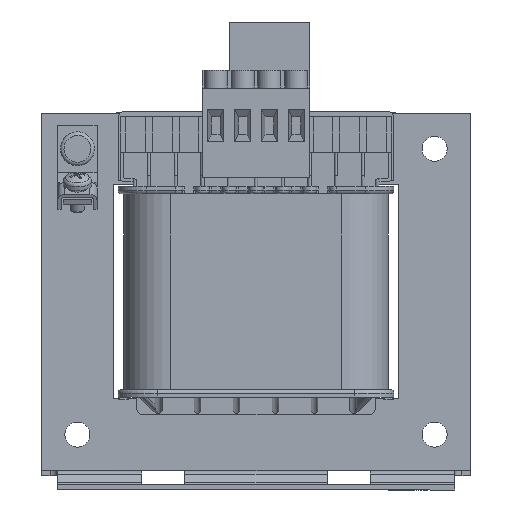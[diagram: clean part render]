
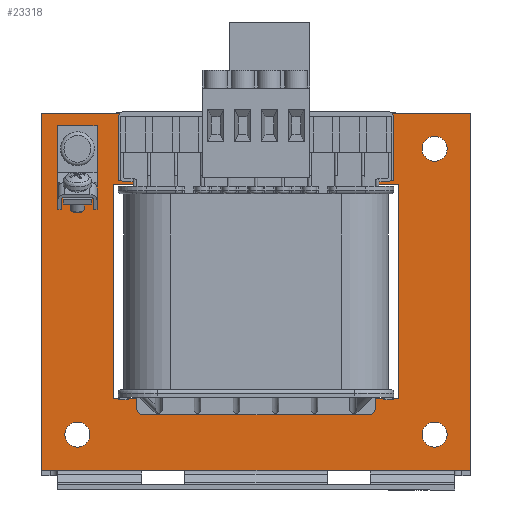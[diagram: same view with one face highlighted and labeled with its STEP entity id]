
A CAD part, front view. The second image highlights one B-rep face of the part: STEP entity #23318.
In plain terms, the highlighted planar face has unit normal (0, -1, 0).
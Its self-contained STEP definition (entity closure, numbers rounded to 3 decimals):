
#1626=FACE_BOUND('',#4103,.T.);
#1627=FACE_BOUND('',#4104,.T.);
#1628=FACE_BOUND('',#4105,.T.);
#1629=FACE_BOUND('',#4106,.T.);
#1630=FACE_BOUND('',#4107,.T.);
#1803=CIRCLE('',#24600,3.5);
#1804=CIRCLE('',#24601,3.5);
#1806=CIRCLE('',#24604,3.5);
#1807=CIRCLE('',#24605,3.5);
#1809=CIRCLE('',#24608,3.5);
#1810=CIRCLE('',#24609,3.5);
#2887=FACE_OUTER_BOUND('',#4102,.T.);
#4102=EDGE_LOOP('',(#17793,#17794,#17795,#17796));
#4103=EDGE_LOOP('',(#17797,#17798,#17799,#17800,#17801,#17802,#17803,#17804,
#17805,#17806,#17807,#17808,#17809,#17810,#17811,#17812));
#4104=EDGE_LOOP('',(#17813,#17814));
#4105=EDGE_LOOP('',(#17815,#17816));
#4106=EDGE_LOOP('',(#17817,#17818));
#4107=EDGE_LOOP('',(#17819,#17820,#17821,#17822));
#5692=LINE('',#34999,#8175);
#5697=LINE('',#35010,#8180);
#5702=LINE('',#35022,#8185);
#5703=LINE('',#35031,#8186);
#5773=LINE('',#35552,#8256);
#5780=LINE('',#35562,#8263);
#5783=LINE('',#35568,#8266);
#5787=LINE('',#35577,#8270);
#5793=LINE('',#35588,#8276);
#5797=LINE('',#35597,#8280);
#5804=LINE('',#35611,#8287);
#5812=LINE('',#35628,#8295);
#5816=LINE('',#35633,#8299);
#5822=LINE('',#35664,#8305);
#5823=LINE('',#35667,#8306);
#5824=LINE('',#35669,#8307);
#5825=LINE('',#35671,#8308);
#5826=LINE('',#35673,#8309);
#5827=LINE('',#35675,#8310);
#5828=LINE('',#35677,#8311);
#5829=LINE('',#35679,#8312);
#5830=LINE('',#35680,#8313);
#5831=LINE('',#35682,#8314);
#5832=LINE('',#35683,#8315);
#8175=VECTOR('',#27362,1.);
#8180=VECTOR('',#27369,1.);
#8185=VECTOR('',#27382,1.);
#8186=VECTOR('',#27393,1.);
#8256=VECTOR('',#27689,10.);
#8263=VECTOR('',#27698,10.);
#8266=VECTOR('',#27703,10.);
#8270=VECTOR('',#27709,10.);
#8276=VECTOR('',#27717,10.);
#8280=VECTOR('',#27723,10.);
#8287=VECTOR('',#27734,10.);
#8295=VECTOR('',#27746,10.);
#8299=VECTOR('',#27752,10.);
#8305=VECTOR('',#27788,10.);
#8306=VECTOR('',#27791,10.);
#8307=VECTOR('',#27792,10.);
#8308=VECTOR('',#27793,10.);
#8309=VECTOR('',#27794,10.);
#8310=VECTOR('',#27795,10.);
#8311=VECTOR('',#27796,10.);
#8312=VECTOR('',#27797,10.);
#8313=VECTOR('',#27798,10.);
#8314=VECTOR('',#27799,10.);
#8315=VECTOR('',#27800,10.);
#10574=VERTEX_POINT('',#34996);
#10575=VERTEX_POINT('',#34998);
#10579=VERTEX_POINT('',#35007);
#10580=VERTEX_POINT('',#35009);
#10688=VERTEX_POINT('',#35549);
#10689=VERTEX_POINT('',#35551);
#10691=VERTEX_POINT('',#35561);
#10693=VERTEX_POINT('',#35567);
#10696=VERTEX_POINT('',#35574);
#10697=VERTEX_POINT('',#35576);
#10701=VERTEX_POINT('',#35586);
#10705=VERTEX_POINT('',#35595);
#10709=VERTEX_POINT('',#35608);
#10710=VERTEX_POINT('',#35610);
#10716=VERTEX_POINT('',#35625);
#10717=VERTEX_POINT('',#35627);
#10719=VERTEX_POINT('',#35639);
#10720=VERTEX_POINT('',#35640);
#10722=VERTEX_POINT('',#35647);
#10723=VERTEX_POINT('',#35648);
#10725=VERTEX_POINT('',#35655);
#10726=VERTEX_POINT('',#35656);
#10728=VERTEX_POINT('',#35666);
#10729=VERTEX_POINT('',#35668);
#10730=VERTEX_POINT('',#35670);
#10731=VERTEX_POINT('',#35672);
#10732=VERTEX_POINT('',#35674);
#10733=VERTEX_POINT('',#35676);
#10734=VERTEX_POINT('',#35678);
#10735=VERTEX_POINT('',#35681);
#13080=EDGE_CURVE('',#10575,#10574,#5692,.T.);
#13085=EDGE_CURVE('',#10580,#10579,#5697,.T.);
#13092=EDGE_CURVE('',#10575,#10579,#5702,.T.);
#13096=EDGE_CURVE('',#10574,#10580,#5703,.T.);
#13247=EDGE_CURVE('',#10688,#10689,#5773,.T.);
#13254=EDGE_CURVE('',#10689,#10691,#5780,.T.);
#13257=EDGE_CURVE('',#10691,#10693,#5783,.T.);
#13261=EDGE_CURVE('',#10697,#10696,#5787,.T.);
#13267=EDGE_CURVE('',#10696,#10701,#5793,.T.);
#13271=EDGE_CURVE('',#10701,#10705,#5797,.T.);
#13278=EDGE_CURVE('',#10710,#10709,#5804,.T.);
#13286=EDGE_CURVE('',#10717,#10716,#5812,.T.);
#13290=EDGE_CURVE('',#10716,#10710,#5816,.T.);
#13293=EDGE_CURVE('',#10719,#10720,#1803,.T.);
#13294=EDGE_CURVE('',#10720,#10719,#1804,.T.);
#13297=EDGE_CURVE('',#10722,#10723,#1806,.T.);
#13298=EDGE_CURVE('',#10723,#10722,#1807,.T.);
#13301=EDGE_CURVE('',#10725,#10726,#1809,.T.);
#13302=EDGE_CURVE('',#10726,#10725,#1810,.T.);
#13306=EDGE_CURVE('',#10693,#10688,#5822,.T.);
#13307=EDGE_CURVE('',#10717,#10728,#5823,.T.);
#13308=EDGE_CURVE('',#10709,#10729,#5824,.T.);
#13309=EDGE_CURVE('',#10729,#10730,#5825,.T.);
#13310=EDGE_CURVE('',#10731,#10730,#5826,.T.);
#13311=EDGE_CURVE('',#10731,#10732,#5827,.T.);
#13312=EDGE_CURVE('',#10732,#10733,#5828,.T.);
#13313=EDGE_CURVE('',#10733,#10734,#5829,.T.);
#13314=EDGE_CURVE('',#10734,#10697,#5830,.T.);
#13315=EDGE_CURVE('',#10705,#10735,#5831,.T.);
#13316=EDGE_CURVE('',#10735,#10728,#5832,.T.);
#17793=ORIENTED_EDGE('',*,*,#13247,.F.);
#17794=ORIENTED_EDGE('',*,*,#13306,.F.);
#17795=ORIENTED_EDGE('',*,*,#13257,.F.);
#17796=ORIENTED_EDGE('',*,*,#13254,.F.);
#17797=ORIENTED_EDGE('',*,*,#13307,.F.);
#17798=ORIENTED_EDGE('',*,*,#13286,.T.);
#17799=ORIENTED_EDGE('',*,*,#13290,.T.);
#17800=ORIENTED_EDGE('',*,*,#13278,.T.);
#17801=ORIENTED_EDGE('',*,*,#13308,.T.);
#17802=ORIENTED_EDGE('',*,*,#13309,.T.);
#17803=ORIENTED_EDGE('',*,*,#13310,.F.);
#17804=ORIENTED_EDGE('',*,*,#13311,.T.);
#17805=ORIENTED_EDGE('',*,*,#13312,.T.);
#17806=ORIENTED_EDGE('',*,*,#13313,.T.);
#17807=ORIENTED_EDGE('',*,*,#13314,.T.);
#17808=ORIENTED_EDGE('',*,*,#13261,.T.);
#17809=ORIENTED_EDGE('',*,*,#13267,.T.);
#17810=ORIENTED_EDGE('',*,*,#13271,.T.);
#17811=ORIENTED_EDGE('',*,*,#13315,.T.);
#17812=ORIENTED_EDGE('',*,*,#13316,.T.);
#17813=ORIENTED_EDGE('',*,*,#13293,.T.);
#17814=ORIENTED_EDGE('',*,*,#13294,.T.);
#17815=ORIENTED_EDGE('',*,*,#13297,.T.);
#17816=ORIENTED_EDGE('',*,*,#13298,.T.);
#17817=ORIENTED_EDGE('',*,*,#13301,.T.);
#17818=ORIENTED_EDGE('',*,*,#13302,.T.);
#17819=ORIENTED_EDGE('',*,*,#13092,.F.);
#17820=ORIENTED_EDGE('',*,*,#13080,.T.);
#17821=ORIENTED_EDGE('',*,*,#13096,.T.);
#17822=ORIENTED_EDGE('',*,*,#13085,.T.);
#22434=PLANE('',#24612);
#23318=ADVANCED_FACE('',(#2887,#1626,#1627,#1628,#1629,#1630),#22434,.F.);
#24600=AXIS2_PLACEMENT_3D('',#35641,#27760,#27761);
#24601=AXIS2_PLACEMENT_3D('',#35642,#27762,#27763);
#24604=AXIS2_PLACEMENT_3D('',#35649,#27769,#27770);
#24605=AXIS2_PLACEMENT_3D('',#35650,#27771,#27772);
#24608=AXIS2_PLACEMENT_3D('',#35657,#27778,#27779);
#24609=AXIS2_PLACEMENT_3D('',#35658,#27780,#27781);
#24612=AXIS2_PLACEMENT_3D('',#35665,#27789,#27790);
#27362=DIRECTION('',(0.,0.,-1.));
#27369=DIRECTION('',(0.,0.,1.));
#27382=DIRECTION('',(-1.,0.,0.));
#27393=DIRECTION('',(-1.,0.,0.));
#27689=DIRECTION('',(0.,0.,-1.));
#27698=DIRECTION('',(-1.,0.,0.));
#27703=DIRECTION('',(0.,0.,1.));
#27709=DIRECTION('',(1.,0.,0.));
#27717=DIRECTION('',(0.,0.,-1.));
#27723=DIRECTION('',(-1.,0.,0.));
#27734=DIRECTION('',(1.,0.,0.));
#27746=DIRECTION('',(-1.,0.,0.));
#27752=DIRECTION('',(0.,0.,1.));
#27760=DIRECTION('center_axis',(0.,1.,0.));
#27761=DIRECTION('ref_axis',(1.,0.,0.));
#27762=DIRECTION('center_axis',(0.,1.,0.));
#27763=DIRECTION('ref_axis',(1.,0.,0.));
#27769=DIRECTION('center_axis',(0.,1.,0.));
#27770=DIRECTION('ref_axis',(1.,0.,0.));
#27771=DIRECTION('center_axis',(0.,1.,0.));
#27772=DIRECTION('ref_axis',(1.,0.,0.));
#27778=DIRECTION('center_axis',(0.,1.,0.));
#27779=DIRECTION('ref_axis',(1.,0.,0.));
#27780=DIRECTION('center_axis',(0.,1.,0.));
#27781=DIRECTION('ref_axis',(1.,0.,0.));
#27788=DIRECTION('',(1.,0.,0.));
#27789=DIRECTION('center_axis',(0.,1.,0.));
#27790=DIRECTION('ref_axis',(0.,0.,1.));
#27791=DIRECTION('',(0.,0.,-1.));
#27792=DIRECTION('',(0.,0.,1.));
#27793=DIRECTION('',(-0.995,0.,0.095));
#27794=DIRECTION('',(0.,0.,-1.));
#27795=DIRECTION('',(1.,0.,0.));
#27796=DIRECTION('',(0.,0.,-1.));
#27797=DIRECTION('',(-0.995,0.,-0.095));
#27798=DIRECTION('',(0.,0.,-1.));
#27799=DIRECTION('',(0.,0.,-1.));
#27800=DIRECTION('',(-1.,0.,0.));
#34996=CARTESIAN_POINT('',(-44.5,-20.85,32.544));
#34998=CARTESIAN_POINT('',(-44.5,-20.85,46.5));
#34999=CARTESIAN_POINT('',(-44.5,-20.85,46.5));
#35007=CARTESIAN_POINT('',(-55.5,-20.85,46.5));
#35009=CARTESIAN_POINT('',(-55.5,-20.85,32.544));
#35010=CARTESIAN_POINT('',(-55.5,-20.85,46.5));
#35022=CARTESIAN_POINT('',(-44.5,-20.85,46.5));
#35031=CARTESIAN_POINT('',(-44.5,-20.85,32.544));
#35549=CARTESIAN_POINT('',(60.,-20.85,50.));
#35551=CARTESIAN_POINT('',(60.,-20.85,-50.));
#35552=CARTESIAN_POINT('',(60.,-20.85,-50.));
#35561=CARTESIAN_POINT('',(-60.,-20.85,-50.));
#35562=CARTESIAN_POINT('',(-60.,-20.85,-50.));
#35567=CARTESIAN_POINT('',(-60.,-20.85,50.));
#35568=CARTESIAN_POINT('',(-60.,-20.85,50.));
#35574=CARTESIAN_POINT('',(40.,-20.85,30.));
#35576=CARTESIAN_POINT('',(34.4,-20.85,30.));
#35577=CARTESIAN_POINT('',(20.,-20.85,30.));
#35586=CARTESIAN_POINT('',(40.,-20.85,-30.));
#35588=CARTESIAN_POINT('',(40.,-20.85,-15.));
#35595=CARTESIAN_POINT('',(32.9,-20.85,-30.));
#35597=CARTESIAN_POINT('',(10.,-20.85,-30.));
#35608=CARTESIAN_POINT('',(-34.4,-20.85,30.));
#35610=CARTESIAN_POINT('',(-40.,-20.85,30.));
#35611=CARTESIAN_POINT('',(-10.,-20.85,30.));
#35625=CARTESIAN_POINT('',(-40.,-20.85,-30.));
#35627=CARTESIAN_POINT('',(-32.9,-20.85,-30.));
#35628=CARTESIAN_POINT('',(-20.,-20.85,-30.));
#35633=CARTESIAN_POINT('',(-40.,-20.85,15.));
#35639=CARTESIAN_POINT('',(53.5,-20.85,40.));
#35640=CARTESIAN_POINT('',(46.5,-20.85,40.));
#35641=CARTESIAN_POINT('Origin',(50.,-20.85,40.));
#35642=CARTESIAN_POINT('Origin',(50.,-20.85,40.));
#35647=CARTESIAN_POINT('',(53.5,-20.85,-40.));
#35648=CARTESIAN_POINT('',(46.5,-20.85,-40.));
#35649=CARTESIAN_POINT('Origin',(50.,-20.85,-40.));
#35650=CARTESIAN_POINT('Origin',(50.,-20.85,-40.));
#35655=CARTESIAN_POINT('',(-46.5,-20.85,-40.));
#35656=CARTESIAN_POINT('',(-53.5,-20.85,-40.));
#35657=CARTESIAN_POINT('Origin',(-50.,-20.85,-40.));
#35658=CARTESIAN_POINT('Origin',(-50.,-20.85,-40.));
#35664=CARTESIAN_POINT('',(60.,-20.85,50.));
#35665=CARTESIAN_POINT('Origin',(0.,-20.85,0.));
#35666=CARTESIAN_POINT('',(-32.9,-20.85,-32.3));
#35667=CARTESIAN_POINT('',(-32.9,-20.85,-29.5));
#35668=CARTESIAN_POINT('',(-34.4,-20.85,30.7));
#35669=CARTESIAN_POINT('',(-34.4,-20.85,15.35));
#35670=CARTESIAN_POINT('',(-37.6,-20.85,31.005));
#35671=CARTESIAN_POINT('',(-18.006,-20.85,29.139));
#35672=CARTESIAN_POINT('',(-37.6,-20.85,36.5));
#35673=CARTESIAN_POINT('',(-37.6,-20.85,27.4));
#35674=CARTESIAN_POINT('',(37.6,-20.85,36.5));
#35675=CARTESIAN_POINT('',(0.,-20.85,36.5));
#35676=CARTESIAN_POINT('',(37.6,-20.85,31.005));
#35677=CARTESIAN_POINT('',(37.6,-20.85,27.4));
#35678=CARTESIAN_POINT('',(34.4,-20.85,30.7));
#35679=CARTESIAN_POINT('',(18.006,-20.85,29.139));
#35680=CARTESIAN_POINT('',(34.4,-20.85,15.35));
#35681=CARTESIAN_POINT('',(32.9,-20.85,-32.3));
#35682=CARTESIAN_POINT('',(32.9,-20.85,-29.5));
#35683=CARTESIAN_POINT('',(-13.5,-20.85,-32.3));
